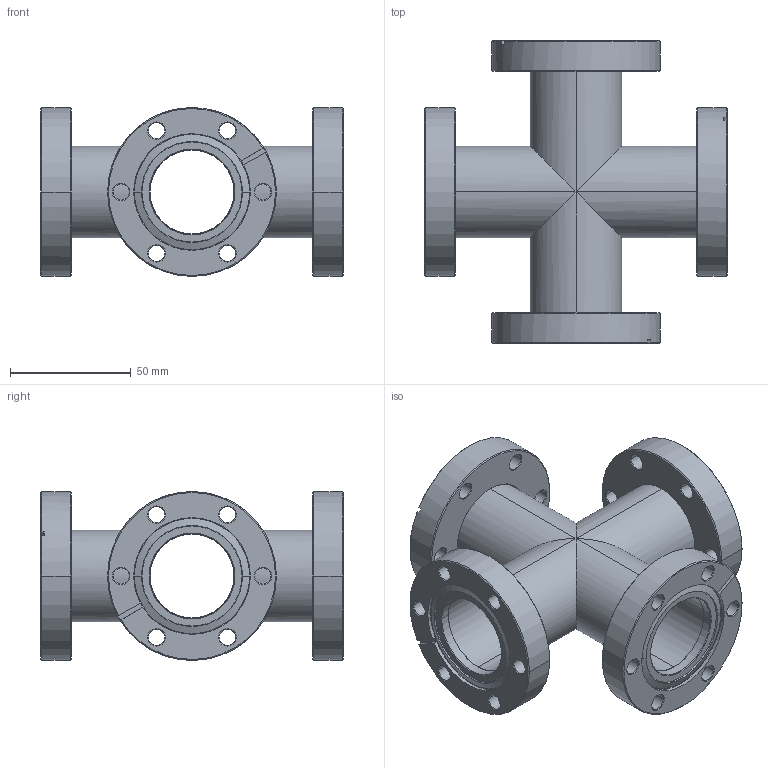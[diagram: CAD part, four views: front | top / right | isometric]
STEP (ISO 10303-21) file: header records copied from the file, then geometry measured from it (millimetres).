
FILE_DESCRIPTION (( 'STEP AP214' ), '1' );
FILE_NAME ('Hositrad_FX4-35-38-cross.STEP', '2010-03-22T10:17:35', ( 'Hositrad' ), ( 'Hositrad' ), 'SwSTEP 2.0', 'SolidWorks 2010', '' );
FILE_SCHEMA (( 'AUTOMOTIVE_DESIGN' ));
Length unit declared in the file: millimetre
Products named in the file (3): Cross-38.1; NW35CF-Weld-38.1; Hositrad_FX4-35-38-cross
Assembly tree (5 placements, depth 2):
  Hositrad_FX4-35-38-cross
    NW35CF-Weld-38.1  x4
    Cross-38.1
Bounding box: 125.4 x 125.4 x 70 mm (x, y, z)
Volume: 160175.9 mm3; surface area: 87709.9 mm2
Topology: 5 solids, 5 shells, 288 faces, 656 edges, 380 vertices
Faces by surface type: cone 148, cylinder 100, plane 32, torus 8
Entity records: 2564 total; most frequent: DIRECTION 474, CARTESIAN_POINT 435, ORIENTED_EDGE 388, AXIS2_PLACEMENT_3D 197, EDGE_CURVE 194, VERTEX_POINT 110, EDGE_LOOP 106, CIRCLE 102
